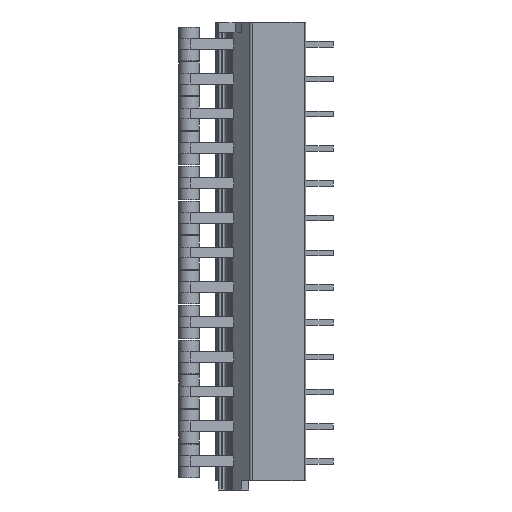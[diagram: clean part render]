
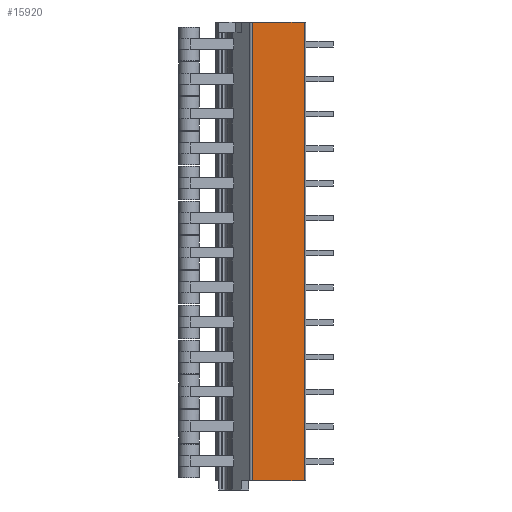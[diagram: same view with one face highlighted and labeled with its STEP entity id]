
A CAD part, left-side view. The second image highlights one B-rep face of the part: STEP entity #15920.
In plain terms, the highlighted planar face has unit normal (-1, 0, 0).
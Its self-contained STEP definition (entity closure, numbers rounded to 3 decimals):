
#30=DIRECTION('',(0.,-1.,0.));
#31=VECTOR('',#30,7.471);
#32=CARTESIAN_POINT('',(0.,7.671,-62.8));
#33=LINE('',#32,#31);
#310=DIRECTION('',(0.,-1.,0.));
#311=VECTOR('',#310,7.471);
#312=CARTESIAN_POINT('',(0.,7.671,3.2));
#313=LINE('',#312,#311);
#547=DIRECTION('',(0.,0.,1.));
#548=VECTOR('',#547,66.);
#549=CARTESIAN_POINT('',(0.,7.671,-62.8));
#550=LINE('',#549,#548);
#551=DIRECTION('',(0.,0.,1.));
#552=VECTOR('',#551,66.);
#553=CARTESIAN_POINT('',(0.,0.2,-62.8));
#554=LINE('',#553,#552);
#12530=CARTESIAN_POINT('',(0.,7.671,-62.8));
#12532=VERTEX_POINT('',#12530);
#12533=CARTESIAN_POINT('',(0.,0.2,-62.8));
#12534=VERTEX_POINT('',#12533);
#12650=CARTESIAN_POINT('',(0.,7.671,3.2));
#12652=VERTEX_POINT('',#12650);
#12653=CARTESIAN_POINT('',(0.,0.2,3.2));
#12654=VERTEX_POINT('',#12653);
#15908=CARTESIAN_POINT('',(0.,7.671,-62.8));
#15909=DIRECTION('',(-1.,0.,0.));
#15910=DIRECTION('',(0.,-1.,0.));
#15911=AXIS2_PLACEMENT_3D('',#15908,#15909,#15910);
#15912=PLANE('',#15911);
#15913=ORIENTED_EDGE('',*,*,#15902,.T.);
#15914=ORIENTED_EDGE('',*,*,#15748,.T.);
#15916=ORIENTED_EDGE('',*,*,#15915,.F.);
#15917=ORIENTED_EDGE('',*,*,#15548,.F.);
#15918=EDGE_LOOP('',(#15913,#15914,#15916,#15917));
#15919=FACE_OUTER_BOUND('',#15918,.F.);
#15920=ADVANCED_FACE('',(#15919),#15912,.T.);
#15548=EDGE_CURVE('',#12532,#12534,#33,.T.);
#15748=EDGE_CURVE('',#12652,#12654,#313,.T.);
#15902=EDGE_CURVE('',#12532,#12652,#550,.T.);
#15915=EDGE_CURVE('',#12534,#12654,#554,.T.);
